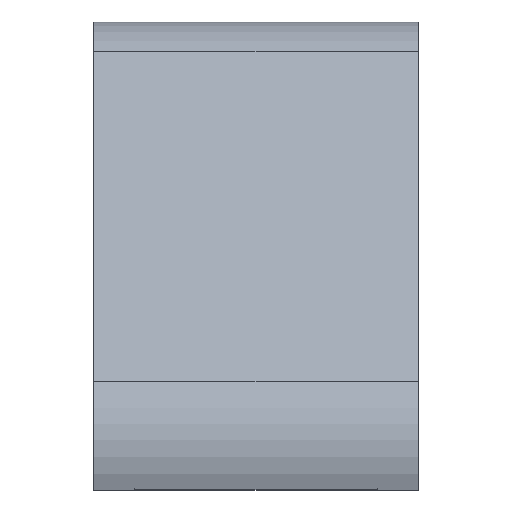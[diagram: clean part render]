
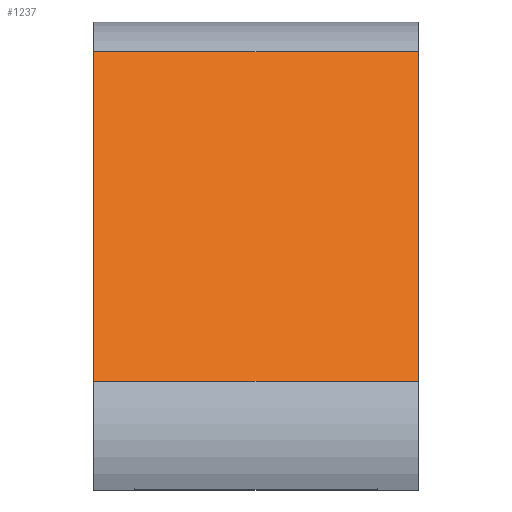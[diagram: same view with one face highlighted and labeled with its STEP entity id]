
A CAD part, top view. The second image highlights one B-rep face of the part: STEP entity #1237.
In plain terms, the highlighted face is planar.
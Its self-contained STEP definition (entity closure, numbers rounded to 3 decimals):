
#65=FACE_OUTER_BOUND('',#130,.T.);
#130=EDGE_LOOP('',(#941,#942,#943,#944));
#226=LINE('',#1975,#360);
#252=LINE('',#2041,#386);
#253=LINE('',#2044,#387);
#254=LINE('',#2045,#388);
#360=VECTOR('',#1571,1000.);
#386=VECTOR('',#1629,1000.);
#387=VECTOR('',#1634,1000.);
#388=VECTOR('',#1635,1000.);
#561=VERTEX_POINT('',#1968);
#564=VERTEX_POINT('',#1973);
#587=VERTEX_POINT('',#2038);
#588=VERTEX_POINT('',#2040);
#695=EDGE_CURVE('',#564,#561,#226,.T.);
#729=EDGE_CURVE('',#588,#587,#252,.T.);
#731=EDGE_CURVE('',#587,#561,#253,.T.);
#732=EDGE_CURVE('',#588,#564,#254,.T.);
#941=ORIENTED_EDGE('',*,*,#731,.T.);
#942=ORIENTED_EDGE('',*,*,#695,.F.);
#943=ORIENTED_EDGE('',*,*,#732,.F.);
#944=ORIENTED_EDGE('',*,*,#729,.T.);
#1192=PLANE('',#1381);
#1237=ADVANCED_FACE('',(#65),#1192,.F.);
#1381=AXIS2_PLACEMENT_3D('',#2043,#1632,#1633);
#1571=DIRECTION('',(0.,0.,-1.));
#1629=DIRECTION('',(0.,0.,-1.));
#1632=DIRECTION('center_axis',(0.,-1.,0.));
#1633=DIRECTION('ref_axis',(0.,0.,-1.));
#1634=DIRECTION('',(-1.,0.,0.));
#1635=DIRECTION('',(-1.,0.,0.));
#1968=CARTESIAN_POINT('',(-11.5,0.,-8.));
#1973=CARTESIAN_POINT('',(-11.5,0.,8.));
#1975=CARTESIAN_POINT('',(-11.5,0.,8.));
#2038=CARTESIAN_POINT('',(11.5,0.,-8.));
#2040=CARTESIAN_POINT('',(11.5,0.,8.));
#2041=CARTESIAN_POINT('',(11.5,0.,8.));
#2043=CARTESIAN_POINT('Origin',(11.5,0.,8.));
#2044=CARTESIAN_POINT('',(11.5,0.,-8.));
#2045=CARTESIAN_POINT('',(11.5,0.,8.));
